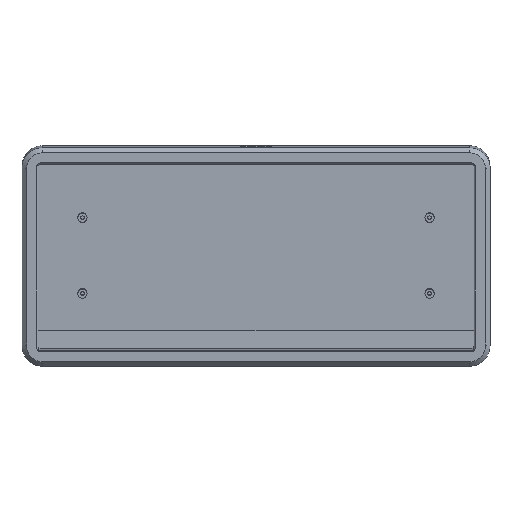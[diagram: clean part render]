
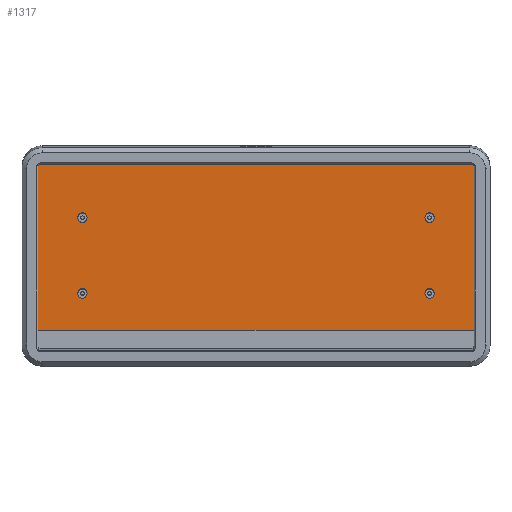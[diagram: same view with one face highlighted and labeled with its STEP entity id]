
A CAD part, top view. The second image highlights one B-rep face of the part: STEP entity #1317.
In plain terms, the highlighted planar face has unit normal (0, -0.052, 0.999).
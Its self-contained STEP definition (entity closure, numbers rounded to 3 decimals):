
#51=FACE_BOUND('',#212,.T.);
#52=FACE_BOUND('',#213,.T.);
#53=FACE_BOUND('',#214,.T.);
#54=FACE_BOUND('',#215,.T.);
#73=PLANE('',#1430);
#122=FACE_OUTER_BOUND('',#211,.T.);
#211=EDGE_LOOP('',(#932,#933,#934,#935,#936,#937,#938,#939));
#212=EDGE_LOOP('',(#940));
#213=EDGE_LOOP('',(#941));
#214=EDGE_LOOP('',(#942));
#215=EDGE_LOOP('',(#943));
#309=LINE('',#1982,#426);
#312=LINE('',#1990,#429);
#316=LINE('',#1998,#433);
#317=LINE('',#2002,#434);
#318=LINE('',#2004,#435);
#319=LINE('',#2006,#436);
#426=VECTOR('',#1592,10.);
#429=VECTOR('',#1599,10.);
#433=VECTOR('',#1605,10.);
#434=VECTOR('',#1608,10.);
#435=VECTOR('',#1609,10.);
#436=VECTOR('',#1610,10.);
#546=CIRCLE('',#1431,1.);
#547=CIRCLE('',#1432,1.);
#548=CIRCLE('',#1433,2.);
#549=CIRCLE('',#1434,2.);
#550=CIRCLE('',#1435,2.);
#551=CIRCLE('',#1436,2.);
#604=VERTEX_POINT('',#1979);
#605=VERTEX_POINT('',#1981);
#608=VERTEX_POINT('',#1989);
#611=VERTEX_POINT('',#1997);
#612=VERTEX_POINT('',#1999);
#613=VERTEX_POINT('',#2001);
#614=VERTEX_POINT('',#2003);
#615=VERTEX_POINT('',#2005);
#616=VERTEX_POINT('',#2008);
#617=VERTEX_POINT('',#2010);
#618=VERTEX_POINT('',#2012);
#619=VERTEX_POINT('',#2014);
#724=EDGE_CURVE('',#605,#604,#309,.T.);
#728=EDGE_CURVE('',#605,#608,#312,.T.);
#732=EDGE_CURVE('',#611,#604,#316,.T.);
#733=EDGE_CURVE('',#611,#612,#546,.T.);
#734=EDGE_CURVE('',#613,#612,#317,.T.);
#735=EDGE_CURVE('',#614,#613,#318,.T.);
#736=EDGE_CURVE('',#615,#614,#319,.T.);
#737=EDGE_CURVE('',#615,#608,#547,.T.);
#738=EDGE_CURVE('',#616,#616,#548,.T.);
#739=EDGE_CURVE('',#617,#617,#549,.T.);
#740=EDGE_CURVE('',#618,#618,#550,.T.);
#741=EDGE_CURVE('',#619,#619,#551,.T.);
#932=ORIENTED_EDGE('',*,*,#724,.T.);
#933=ORIENTED_EDGE('',*,*,#732,.F.);
#934=ORIENTED_EDGE('',*,*,#733,.T.);
#935=ORIENTED_EDGE('',*,*,#734,.F.);
#936=ORIENTED_EDGE('',*,*,#735,.F.);
#937=ORIENTED_EDGE('',*,*,#736,.F.);
#938=ORIENTED_EDGE('',*,*,#737,.T.);
#939=ORIENTED_EDGE('',*,*,#728,.F.);
#940=ORIENTED_EDGE('',*,*,#738,.T.);
#941=ORIENTED_EDGE('',*,*,#739,.T.);
#942=ORIENTED_EDGE('',*,*,#740,.T.);
#943=ORIENTED_EDGE('',*,*,#741,.T.);
#1317=ADVANCED_FACE('',(#122,#51,#52,#53,#54),#73,.F.);
#1430=AXIS2_PLACEMENT_3D('',#1996,#1603,#1604);
#1431=AXIS2_PLACEMENT_3D('',#2000,#1606,#1607);
#1432=AXIS2_PLACEMENT_3D('',#2007,#1611,#1612);
#1433=AXIS2_PLACEMENT_3D('',#2009,#1613,#1614);
#1434=AXIS2_PLACEMENT_3D('',#2011,#1615,#1616);
#1435=AXIS2_PLACEMENT_3D('',#2013,#1617,#1618);
#1436=AXIS2_PLACEMENT_3D('',#2015,#1619,#1620);
#1592=DIRECTION('',(1.,0.,0.));
#1599=DIRECTION('',(0.,0.999,0.052));
#1603=DIRECTION('center_axis',(0.,0.052,
-0.999));
#1604=DIRECTION('ref_axis',(1.,0.,0.));
#1605=DIRECTION('',(0.,-0.999,-0.052));
#1606=DIRECTION('center_axis',(0.,-0.052,
0.999));
#1607=DIRECTION('ref_axis',(0.707,0.706,0.037));
#1608=DIRECTION('',(1.,0.,0.));
#1609=DIRECTION('',(1.,0.,0.));
#1610=DIRECTION('',(1.,0.,0.));
#1611=DIRECTION('center_axis',(0.,-0.052,
0.999));
#1612=DIRECTION('ref_axis',(-0.707,0.706,0.037));
#1613=DIRECTION('center_axis',(0.,0.052,
-0.999));
#1614=DIRECTION('ref_axis',(-1.,0.,0.));
#1615=DIRECTION('center_axis',(0.,0.052,
-0.999));
#1616=DIRECTION('ref_axis',(-1.,0.,0.));
#1617=DIRECTION('center_axis',(0.,0.052,
-0.999));
#1618=DIRECTION('ref_axis',(-1.,0.,0.));
#1619=DIRECTION('center_axis',(0.,0.052,
-0.999));
#1620=DIRECTION('ref_axis',(-1.,0.,0.));
#1979=CARTESIAN_POINT('',(216.008,20.804,0.788));
#1981=CARTESIAN_POINT('',(24.508,20.804,0.788));
#1982=CARTESIAN_POINT('',(120.258,20.804,0.788));
#1989=CARTESIAN_POINT('',(24.508,93.661,4.606));
#1990=CARTESIAN_POINT('',(24.508,94.66,4.658));
#1996=CARTESIAN_POINT('Origin',(120.258,53.735,2.514));
#1997=CARTESIAN_POINT('',(216.008,93.661,4.606));
#1998=CARTESIAN_POINT('',(216.008,12.81,0.369));
#1999=CARTESIAN_POINT('',(215.008,94.66,4.658));
#2000=CARTESIAN_POINT('Origin',(215.008,93.661,4.606));
#2001=CARTESIAN_POINT('',(126.902,94.66,4.658));
#2002=CARTESIAN_POINT('',(216.008,94.66,4.658));
#2003=CARTESIAN_POINT('',(113.613,94.66,4.658));
#2004=CARTESIAN_POINT('',(216.008,94.66,4.658));
#2005=CARTESIAN_POINT('',(25.508,94.66,4.658));
#2006=CARTESIAN_POINT('',(216.008,94.66,4.658));
#2007=CARTESIAN_POINT('Origin',(25.508,93.661,4.606));
#2008=CARTESIAN_POINT('',(46.058,37.089,1.641));
#2009=CARTESIAN_POINT('Origin',(44.058,37.089,1.641));
#2010=CARTESIAN_POINT('',(198.458,70.381,3.386));
#2011=CARTESIAN_POINT('Origin',(196.458,70.381,3.386));
#2012=CARTESIAN_POINT('',(46.058,70.381,3.386));
#2013=CARTESIAN_POINT('Origin',(44.058,70.381,3.386));
#2014=CARTESIAN_POINT('',(198.458,37.089,1.641));
#2015=CARTESIAN_POINT('Origin',(196.458,37.089,1.641));
